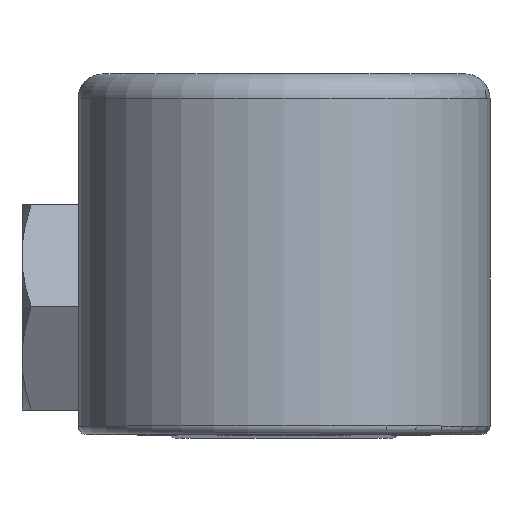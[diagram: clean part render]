
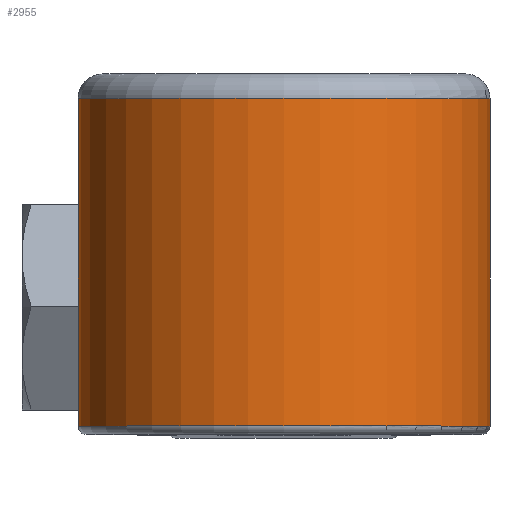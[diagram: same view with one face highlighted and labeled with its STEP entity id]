
A CAD part, top view. The second image highlights one B-rep face of the part: STEP entity #2955.
In plain terms, the highlighted cylindrical face has radius 12.7 mm (diameter 25.4 mm), a partial arc.
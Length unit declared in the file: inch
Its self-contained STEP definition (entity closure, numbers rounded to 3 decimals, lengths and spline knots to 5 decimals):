
#722=DIRECTION('',(0.,1.,0.));
#723=VECTOR('',#722,0.795);
#724=CARTESIAN_POINT('',(0.5,0.02,0.));
#725=LINE('',#724,#723);
#1438=CARTESIAN_POINT('',(0.,0.02,0.));
#1439=DIRECTION('',(0.,-1.,0.));
#1440=DIRECTION('',(1.,0.,0.));
#1441=AXIS2_PLACEMENT_3D('',#1438,#1439,#1440);
#1446=DIRECTION('',(0.,1.,0.));
#1447=VECTOR('',#1446,0.795);
#1448=CARTESIAN_POINT('',(-0.5,0.02,0.));
#1449=LINE('',#1448,#1447);
#1461=CARTESIAN_POINT('',(0.,0.815,0.));
#1462=DIRECTION('',(0.,1.,0.));
#1463=DIRECTION('',(-1.,0.,0.));
#1464=AXIS2_PLACEMENT_3D('',#1461,#1462,#1463);
#1692=CARTESIAN_POINT('',(0.5,0.815,0.));
#1693=VERTEX_POINT('',#1692);
#1696=CARTESIAN_POINT('',(-0.5,0.815,0.));
#1697=VERTEX_POINT('',#1696);
#1729=CARTESIAN_POINT('',(0.5,0.02,0.));
#1730=VERTEX_POINT('',#1729);
#1733=CARTESIAN_POINT('',(-0.5,0.02,0.));
#1734=VERTEX_POINT('',#1733);
#2943=CARTESIAN_POINT('',(0.,0.,0.));
#2944=DIRECTION('',(0.,1.,0.));
#2945=DIRECTION('',(-1.,0.,0.));
#2946=AXIS2_PLACEMENT_3D('',#2943,#2944,#2945);
#2947=CYLINDRICAL_SURFACE('',#2946,0.5);
#2949=ORIENTED_EDGE('',*,*,#2948,.T.);
#2950=ORIENTED_EDGE('',*,*,#2326,.F.);
#2951=ORIENTED_EDGE('',*,*,#2937,.T.);
#2952=ORIENTED_EDGE('',*,*,#2445,.T.);
#2953=EDGE_LOOP('',(#2949,#2950,#2951,#2952));
#2954=FACE_OUTER_BOUND('',#2953,.F.);
#2955=ADVANCED_FACE('',(#2954),#2947,.T.);
#1442=CIRCLE('',#1441,0.5);
#1465=CIRCLE('',#1464,0.5);
#2326=EDGE_CURVE('',#1730,#1693,#725,.T.);
#2445=EDGE_CURVE('',#1734,#1697,#1449,.T.);
#2937=EDGE_CURVE('',#1730,#1734,#1442,.T.);
#2948=EDGE_CURVE('',#1697,#1693,#1465,.T.);
